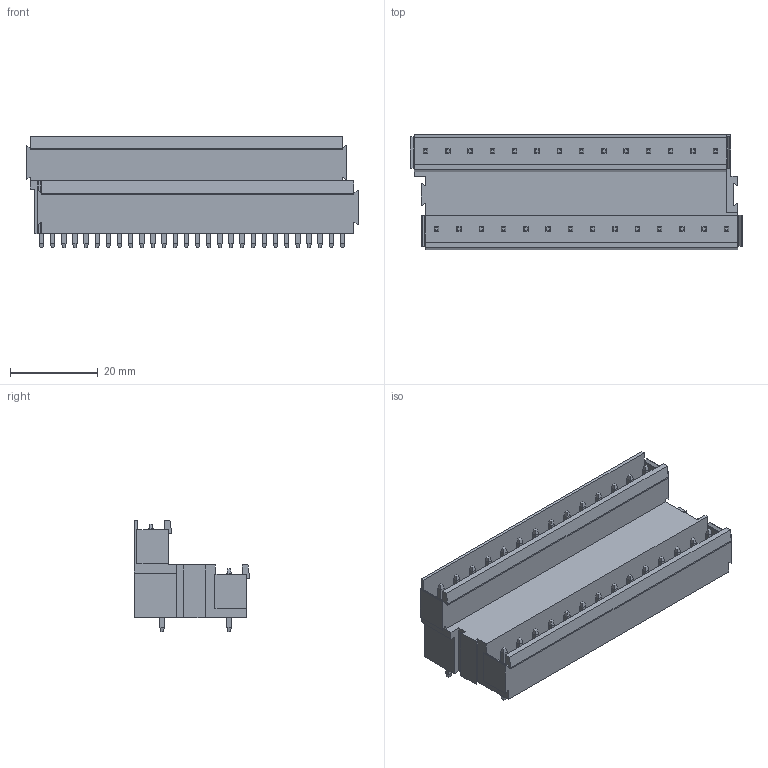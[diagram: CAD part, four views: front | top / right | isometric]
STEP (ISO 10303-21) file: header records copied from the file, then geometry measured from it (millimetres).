
FILE_DESCRIPTION(('CATIA V5 STEP Exchange','CAx-IF Rec.Pracs.--- Model Styling and Organization---1.2---2011-12-15'),'2;1');
FILE_NAME ('D1455007_0_1726860000_1726860000.stp','2018-11-10T05:23:19+00:00',('none'),('Weidmueller'),'CATIA Version 5-6 Release 2014','CATIA V5 STEP AP214','none');
FILE_SCHEMA(('AUTOMOTIVE_DESIGN { 1 0 10303 214 1 1 1 1 }'));
Length unit declared in the file: millimetre
Products named in the file (1): 1726860000
Bounding box: 75.66 x 26.28 x 25.36 mm (x, y, z)
Volume: 20666.2 mm3; surface area: 13650.3 mm2
Topology: 29 solids, 29 shells, 815 faces, 2039 edges, 1282 vertices
Faces by surface type: plane 703, cylinder 112
Entity records: 21130 total; most frequent: ORIENTED_EDGE 4078, CARTESIAN_POINT 3869, DIRECTION 2461, EDGE_CURVE 2039, VECTOR 1591, LINE 1591, VERTEX_POINT 1282, EDGE_LOOP 871
